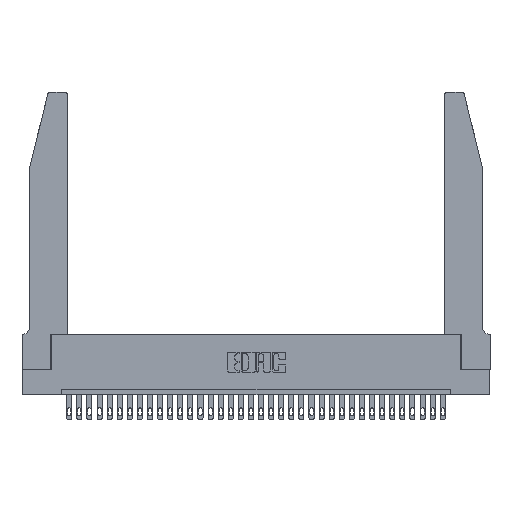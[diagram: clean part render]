
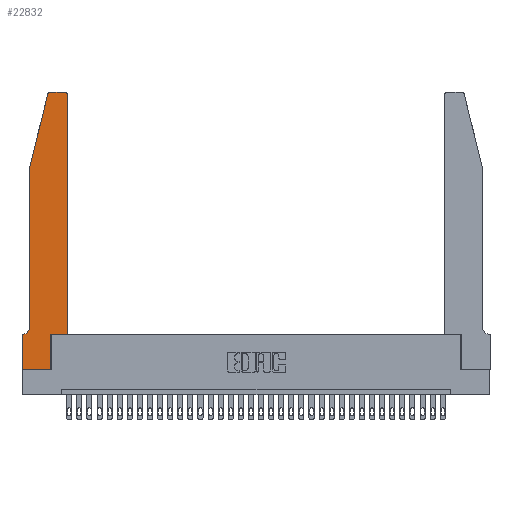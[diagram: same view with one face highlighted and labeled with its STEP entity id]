
A CAD part, top view. The second image highlights one B-rep face of the part: STEP entity #22832.
In plain terms, the highlighted planar face has unit normal (0, 0, 1).
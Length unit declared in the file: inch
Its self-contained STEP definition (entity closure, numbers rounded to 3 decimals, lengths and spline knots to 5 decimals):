
#21 = DIRECTION ( 'NONE',  ( 0., 0., 1. ) ) ;
#47 = PLANE ( 'NONE',  #19588 ) ;
#48 = AXIS2_PLACEMENT_3D ( 'NONE', #5176, #21, #31287 ) ;
#989 = VERTEX_POINT ( 'NONE', #16244 ) ;
#1105 = CARTESIAN_POINT ( 'NONE',  ( 0., 0., 0.37 ) ) ;
#1156 = DIRECTION ( 'NONE',  ( 1., 0., 0. ) ) ;
#1696 = VERTEX_POINT ( 'NONE', #4436 ) ;
#2042 = CARTESIAN_POINT ( 'NONE',  ( 0.25487, 2.72718, 0.37 ) ) ;
#2090 = DIRECTION ( 'NONE',  ( -1., 0., 0. ) ) ;
#2779 = ORIENTED_EDGE ( 'NONE', *, *, #6377, .T. ) ;
#3276 = ORIENTED_EDGE ( 'NONE', *, *, #17640, .T. ) ;
#3301 = VECTOR ( 'NONE', #33520, 39.37008 ) ;
#3379 = CIRCLE ( 'NONE', #14706, 0.03 ) ;
#3578 = ORIENTED_EDGE ( 'NONE', *, *, #23432, .T. ) ;
#4224 = EDGE_CURVE ( 'NONE', #14714, #10541, #24765, .T. ) ;
#4378 = CARTESIAN_POINT ( 'NONE',  ( 0., 0.35, 0.37 ) ) ;
#4436 = CARTESIAN_POINT ( 'NONE',  ( 0., 0., 0.37 ) ) ;
#4983 = CARTESIAN_POINT ( 'NONE',  ( 0., 0.35, 0.37 ) ) ;
#5025 = CARTESIAN_POINT ( 'NONE',  ( 0.4205, 2.72, 0.37 ) ) ;
#5176 = CARTESIAN_POINT ( 'NONE',  ( 0.284, 2.72, 0.37 ) ) ;
#6353 = VECTOR ( 'NONE', #23241, 39.37008 ) ;
#6377 = EDGE_CURVE ( 'NONE', #23256, #12369, #12333, .T. ) ;
#6414 = VECTOR ( 'NONE', #15699, 39.37008 ) ;
#7334 = LINE ( 'NONE', #10766, #13484 ) ;
#8008 = LINE ( 'NONE', #33488, #6353 ) ;
#9182 = VECTOR ( 'NONE', #31905, 39.37008 ) ;
#9844 = CARTESIAN_POINT ( 'NONE',  ( 0.0755, 2., 0.37 ) ) ;
#9970 = DIRECTION ( 'NONE',  ( 0., -1., 0. ) ) ;
#10179 = EDGE_CURVE ( 'NONE', #23977, #10930, #3379, .T. ) ;
#10541 = VERTEX_POINT ( 'NONE', #28001 ) ;
#10552 = DIRECTION ( 'NONE',  ( 0., 0., 1. ) ) ;
#10766 = CARTESIAN_POINT ( 'NONE',  ( 0., 0., 0.37 ) ) ;
#10879 = ORIENTED_EDGE ( 'NONE', *, *, #25830, .T. ) ;
#10930 = VERTEX_POINT ( 'NONE', #21979 ) ;
#11049 = AXIS2_PLACEMENT_3D ( 'NONE', #31168, #25709, #2090 ) ;
#11093 = ORIENTED_EDGE ( 'NONE', *, *, #21562, .T. ) ;
#11223 = ORIENTED_EDGE ( 'NONE', *, *, #18511, .T. ) ;
#11598 = LINE ( 'NONE', #9844, #24671 ) ;
#12057 = EDGE_CURVE ( 'NONE', #1696, #23256, #7334, .T. ) ;
#12333 = LINE ( 'NONE', #19281, #18063 ) ;
#12369 = VERTEX_POINT ( 'NONE', #20239 ) ;
#12579 = VERTEX_POINT ( 'NONE', #4378 ) ;
#13093 = ORIENTED_EDGE ( 'NONE', *, *, #29374, .T. ) ;
#13484 = VECTOR ( 'NONE', #1156, 39.37008 ) ;
#13623 = FACE_OUTER_BOUND ( 'NONE', #22079, .T. ) ;
#14081 = ORIENTED_EDGE ( 'NONE', *, *, #32331, .T. ) ;
#14706 = AXIS2_PLACEMENT_3D ( 'NONE', #5025, #30674, #26240 ) ;
#14714 = VERTEX_POINT ( 'NONE', #2042 ) ;
#15303 = CARTESIAN_POINT ( 'NONE',  ( 0.4505, 0.35, 0.37 ) ) ;
#15342 = LINE ( 'NONE', #1105, #9182 ) ;
#15699 = DIRECTION ( 'NONE',  ( -0.239, -0.971, 0. ) ) ;
#16244 = CARTESIAN_POINT ( 'NONE',  ( 0.0755, 0.42, 0.37 ) ) ;
#16357 = CARTESIAN_POINT ( 'NONE',  ( 0.284, 2.75, 0.37 ) ) ;
#16785 = DIRECTION ( 'NONE',  ( -1., 0., 0. ) ) ;
#16843 = ORIENTED_EDGE ( 'NONE', *, *, #10179, .T. ) ;
#16859 = LINE ( 'NONE', #18060, #22586 ) ;
#17640 = EDGE_CURVE ( 'NONE', #12579, #1696, #15342, .T. ) ;
#17971 = DIRECTION ( 'NONE',  ( 1., 0., 0. ) ) ;
#18060 = CARTESIAN_POINT ( 'NONE',  ( 0.4505, 0.35, 0.37 ) ) ;
#18063 = VECTOR ( 'NONE', #24525, 39.37008 ) ;
#18511 = EDGE_CURVE ( 'NONE', #29455, #23977, #16859, .T. ) ;
#18975 = CIRCLE ( 'NONE', #11049, 0.07 ) ;
#19281 = CARTESIAN_POINT ( 'NONE',  ( 0.2865, 0.35, 0.37 ) ) ;
#19588 = AXIS2_PLACEMENT_3D ( 'NONE', #4983, #10552, #17971 ) ;
#19731 = CARTESIAN_POINT ( 'NONE',  ( 0.2865, 0., 0.37 ) ) ;
#20239 = CARTESIAN_POINT ( 'NONE',  ( 0.2865, 0.35, 0.37 ) ) ;
#20586 = DIRECTION ( 'NONE',  ( 0., 1., 0. ) ) ;
#20820 = CARTESIAN_POINT ( 'NONE',  ( 0.0755, 2., 0.37 ) ) ;
#20927 = CARTESIAN_POINT ( 'NONE',  ( 0.4505, 0.35, 0.37 ) ) ;
#21058 = CARTESIAN_POINT ( 'NONE',  ( 0.4505, 2.72, 0.37 ) ) ;
#21562 = EDGE_CURVE ( 'NONE', #10541, #989, #11598, .T. ) ;
#21979 = CARTESIAN_POINT ( 'NONE',  ( 0.4205, 2.75, 0.37 ) ) ;
#22079 = EDGE_LOOP ( 'NONE', ( #10879, #13093, #29357, #11093, #14081, #27886, #3276, #26697, #2779, #3578, #11223, #16843 ) ) ;
#22586 = VECTOR ( 'NONE', #20586, 39.37008 ) ;
#22832 = ADVANCED_FACE ( 'NONE', ( #13623 ), #47, .T. ) ;
#23241 = DIRECTION ( 'NONE',  ( -1., 0., 0. ) ) ;
#23256 = VERTEX_POINT ( 'NONE', #19731 ) ;
#23310 = CIRCLE ( 'NONE', #48, 0.03 ) ;
#23432 = EDGE_CURVE ( 'NONE', #12369, #29455, #29828, .T. ) ;
#23977 = VERTEX_POINT ( 'NONE', #21058 ) ;
#24016 = VERTEX_POINT ( 'NONE', #26070 ) ;
#24071 = VERTEX_POINT ( 'NONE', #16357 ) ;
#24121 = LINE ( 'NONE', #32623, #29444 ) ;
#24525 = DIRECTION ( 'NONE',  ( 0., 1., 0. ) ) ;
#24671 = VECTOR ( 'NONE', #9970, 39.37008 ) ;
#24765 = LINE ( 'NONE', #20820, #6414 ) ;
#25709 = DIRECTION ( 'NONE',  ( 0., 0., -1. ) ) ;
#25830 = EDGE_CURVE ( 'NONE', #10930, #24071, #8008, .T. ) ;
#26070 = CARTESIAN_POINT ( 'NONE',  ( 0.0055, 0.35, 0.37 ) ) ;
#26240 = DIRECTION ( 'NONE',  ( 1., 0., 0. ) ) ;
#26697 = ORIENTED_EDGE ( 'NONE', *, *, #12057, .T. ) ;
#27886 = ORIENTED_EDGE ( 'NONE', *, *, #29170, .T. ) ;
#28001 = CARTESIAN_POINT ( 'NONE',  ( 0.0755, 2., 0.37 ) ) ;
#29170 = EDGE_CURVE ( 'NONE', #24016, #12579, #24121, .T. ) ;
#29357 = ORIENTED_EDGE ( 'NONE', *, *, #4224, .T. ) ;
#29374 = EDGE_CURVE ( 'NONE', #24071, #14714, #23310, .T. ) ;
#29444 = VECTOR ( 'NONE', #16785, 39.37008 ) ;
#29455 = VERTEX_POINT ( 'NONE', #20927 ) ;
#29828 = LINE ( 'NONE', #15303, #3301 ) ;
#30674 = DIRECTION ( 'NONE',  ( 0., 0., 1. ) ) ;
#31168 = CARTESIAN_POINT ( 'NONE',  ( 0.0055, 0.42, 0.37 ) ) ;
#31287 = DIRECTION ( 'NONE',  ( 1., 0., 0. ) ) ;
#31905 = DIRECTION ( 'NONE',  ( 0., -1., 0. ) ) ;
#32331 = EDGE_CURVE ( 'NONE', #989, #24016, #18975, .T. ) ;
#32623 = CARTESIAN_POINT ( 'NONE',  ( 0.0755, 0.35, 0.37 ) ) ;
#33488 = CARTESIAN_POINT ( 'NONE',  ( 0.2605, 2.75, 0.37 ) ) ;
#33520 = DIRECTION ( 'NONE',  ( 1., 0., 0. ) ) ;
